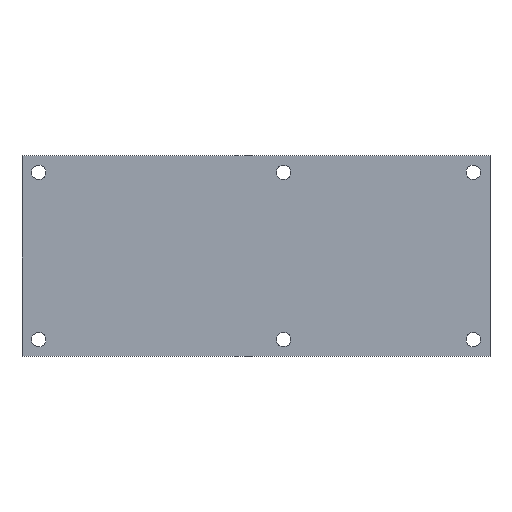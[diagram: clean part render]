
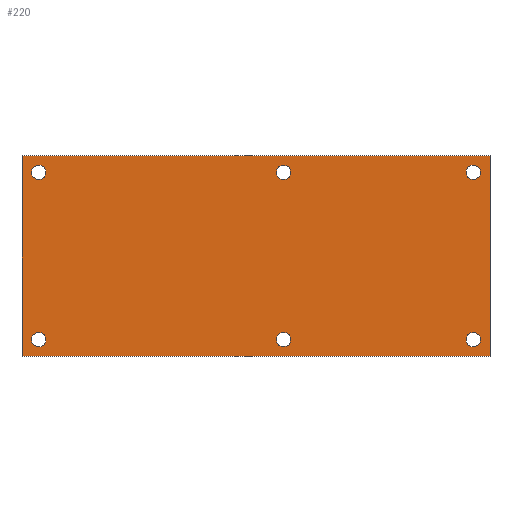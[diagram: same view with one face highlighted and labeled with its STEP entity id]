
A CAD part, top view. The second image highlights one B-rep face of the part: STEP entity #220.
In plain terms, the highlighted planar face has unit normal (0, 0, 1).
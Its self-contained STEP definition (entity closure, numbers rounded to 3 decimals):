
#42 = VERTEX_POINT('',#43);
#43 = CARTESIAN_POINT('',(220.,-130.,1.51));
#49 = EDGE_CURVE('',#42,#50,#52,.T.);
#50 = VERTEX_POINT('',#51);
#51 = CARTESIAN_POINT('',(80.,-130.,1.51));
#52 = LINE('',#53,#54);
#53 = CARTESIAN_POINT('',(220.,-130.,1.51));
#54 = VECTOR('',#55,1.);
#55 = DIRECTION('',(-1.,0.,0.));
#82 = VERTEX_POINT('',#83);
#83 = CARTESIAN_POINT('',(220.,-70.,1.51));
#89 = EDGE_CURVE('',#82,#42,#90,.T.);
#90 = LINE('',#91,#92);
#91 = CARTESIAN_POINT('',(220.,-70.,1.51));
#92 = VECTOR('',#93,1.);
#93 = DIRECTION('',(0.,-1.,0.));
#111 = EDGE_CURVE('',#50,#112,#114,.T.);
#112 = VERTEX_POINT('',#113);
#113 = CARTESIAN_POINT('',(80.,-70.,1.51));
#114 = LINE('',#115,#116);
#115 = CARTESIAN_POINT('',(80.,-130.,1.51));
#116 = VECTOR('',#117,1.);
#117 = DIRECTION('',(0.,1.,0.));
#220 = ADVANCED_FACE('',(#221,#232,#243,#254,#265,#276,#287),#298,.T.);
#221 = FACE_BOUND('',#222,.T.);
#222 = EDGE_LOOP('',(#223,#224,#225,#231));
#223 = ORIENTED_EDGE('',*,*,#49,.F.);
#224 = ORIENTED_EDGE('',*,*,#89,.F.);
#225 = ORIENTED_EDGE('',*,*,#226,.F.);
#226 = EDGE_CURVE('',#112,#82,#227,.T.);
#227 = LINE('',#228,#229);
#228 = CARTESIAN_POINT('',(80.,-70.,1.51));
#229 = VECTOR('',#230,1.);
#230 = DIRECTION('',(1.,0.,0.));
#231 = ORIENTED_EDGE('',*,*,#111,.F.);
#232 = FACE_BOUND('',#233,.T.);
#233 = EDGE_LOOP('',(#234));
#234 = ORIENTED_EDGE('',*,*,#235,.T.);
#235 = EDGE_CURVE('',#236,#236,#238,.T.);
#236 = VERTEX_POINT('',#237);
#237 = CARTESIAN_POINT('',(85.,-127.15,1.51));
#238 = CIRCLE('',#239,2.15);
#239 = AXIS2_PLACEMENT_3D('',#240,#241,#242);
#240 = CARTESIAN_POINT('',(85.,-125.,1.51));
#241 = DIRECTION('',(-0.,0.,-1.));
#242 = DIRECTION('',(-0.,-1.,0.));
#243 = FACE_BOUND('',#244,.T.);
#244 = EDGE_LOOP('',(#245));
#245 = ORIENTED_EDGE('',*,*,#246,.T.);
#246 = EDGE_CURVE('',#247,#247,#249,.T.);
#247 = VERTEX_POINT('',#248);
#248 = CARTESIAN_POINT('',(158.25,-127.15,1.51));
#249 = CIRCLE('',#250,2.15);
#250 = AXIS2_PLACEMENT_3D('',#251,#252,#253);
#251 = CARTESIAN_POINT('',(158.25,-125.,1.51));
#252 = DIRECTION('',(-0.,0.,-1.));
#253 = DIRECTION('',(-0.,-1.,0.));
#254 = FACE_BOUND('',#255,.T.);
#255 = EDGE_LOOP('',(#256));
#256 = ORIENTED_EDGE('',*,*,#257,.T.);
#257 = EDGE_CURVE('',#258,#258,#260,.T.);
#258 = VERTEX_POINT('',#259);
#259 = CARTESIAN_POINT('',(215.,-127.15,1.51));
#260 = CIRCLE('',#261,2.15);
#261 = AXIS2_PLACEMENT_3D('',#262,#263,#264);
#262 = CARTESIAN_POINT('',(215.,-125.,1.51));
#263 = DIRECTION('',(-0.,0.,-1.));
#264 = DIRECTION('',(-0.,-1.,0.));
#265 = FACE_BOUND('',#266,.T.);
#266 = EDGE_LOOP('',(#267));
#267 = ORIENTED_EDGE('',*,*,#268,.T.);
#268 = EDGE_CURVE('',#269,#269,#271,.T.);
#269 = VERTEX_POINT('',#270);
#270 = CARTESIAN_POINT('',(85.,-77.15,1.51));
#271 = CIRCLE('',#272,2.15);
#272 = AXIS2_PLACEMENT_3D('',#273,#274,#275);
#273 = CARTESIAN_POINT('',(85.,-75.,1.51));
#274 = DIRECTION('',(-0.,0.,-1.));
#275 = DIRECTION('',(-0.,-1.,0.));
#276 = FACE_BOUND('',#277,.T.);
#277 = EDGE_LOOP('',(#278));
#278 = ORIENTED_EDGE('',*,*,#279,.T.);
#279 = EDGE_CURVE('',#280,#280,#282,.T.);
#280 = VERTEX_POINT('',#281);
#281 = CARTESIAN_POINT('',(158.25,-77.15,1.51));
#282 = CIRCLE('',#283,2.15);
#283 = AXIS2_PLACEMENT_3D('',#284,#285,#286);
#284 = CARTESIAN_POINT('',(158.25,-75.,1.51));
#285 = DIRECTION('',(-0.,0.,-1.));
#286 = DIRECTION('',(-0.,-1.,0.));
#287 = FACE_BOUND('',#288,.T.);
#288 = EDGE_LOOP('',(#289));
#289 = ORIENTED_EDGE('',*,*,#290,.T.);
#290 = EDGE_CURVE('',#291,#291,#293,.T.);
#291 = VERTEX_POINT('',#292);
#292 = CARTESIAN_POINT('',(215.,-77.15,1.51));
#293 = CIRCLE('',#294,2.15);
#294 = AXIS2_PLACEMENT_3D('',#295,#296,#297);
#295 = CARTESIAN_POINT('',(215.,-75.,1.51));
#296 = DIRECTION('',(-0.,0.,-1.));
#297 = DIRECTION('',(-0.,-1.,0.));
#298 = PLANE('',#299);
#299 = AXIS2_PLACEMENT_3D('',#300,#301,#302);
#300 = CARTESIAN_POINT('',(0.,0.,1.51));
#301 = DIRECTION('',(0.,0.,1.));
#302 = DIRECTION('',(1.,0.,-0.));
